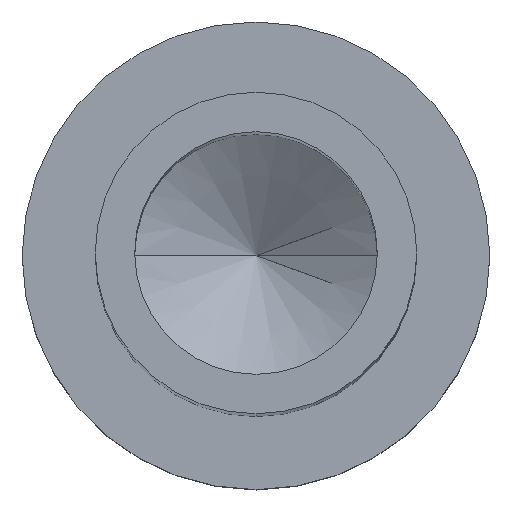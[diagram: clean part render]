
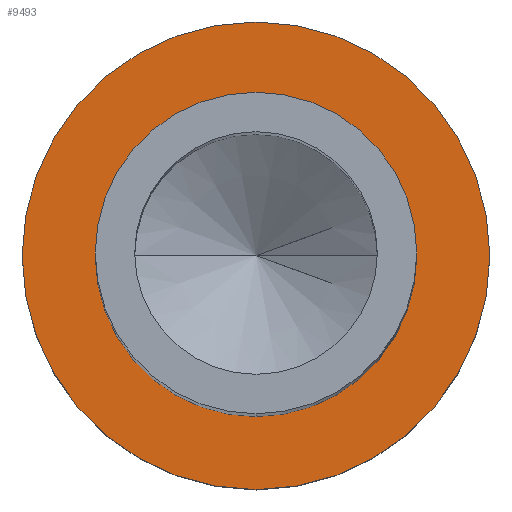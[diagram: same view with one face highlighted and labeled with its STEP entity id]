
A CAD part, top view. The second image highlights one B-rep face of the part: STEP entity #9493.
In plain terms, the highlighted planar face has unit normal (0, 0, 1).
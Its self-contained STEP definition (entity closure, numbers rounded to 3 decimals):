
#469 = CARTESIAN_POINT ( 'NONE',  ( 0., -8., 7. ) ) ;
#477 = CARTESIAN_POINT ( 'NONE',  ( 0., 5.5, 7. ) ) ;
#976 = ORIENTED_EDGE ( 'NONE', *, *, #9718, .F. ) ;
#1132 = AXIS2_PLACEMENT_3D ( 'NONE', #12026, #10096, #7169 ) ;
#1383 = PLANE ( 'NONE',  #1132 ) ;
#1503 = DIRECTION ( 'NONE',  ( 0., 1., 0. ) ) ;
#2022 = AXIS2_PLACEMENT_3D ( 'NONE', #8125, #5098, #11088 ) ;
#2043 = VERTEX_POINT ( 'NONE', #469 ) ;
#2071 = VERTEX_POINT ( 'NONE', #4451 ) ;
#2703 = FACE_BOUND ( 'NONE', #5628, .T. ) ;
#3338 = CIRCLE ( 'NONE', #3372, 5.5 ) ;
#3372 = AXIS2_PLACEMENT_3D ( 'NONE', #9494, #3809, #10622 ) ;
#3809 = DIRECTION ( 'NONE',  ( 0., 0., -1. ) ) ;
#3995 = DIRECTION ( 'NONE',  ( 0., 1., 0. ) ) ;
#4411 = AXIS2_PLACEMENT_3D ( 'NONE', #4432, #11196, #1503 ) ;
#4432 = CARTESIAN_POINT ( 'NONE',  ( 0., 0., 7. ) ) ;
#4451 = CARTESIAN_POINT ( 'NONE',  ( 0., 8., 7. ) ) ;
#4714 = ORIENTED_EDGE ( 'NONE', *, *, #9021, .T. ) ;
#4838 = ORIENTED_EDGE ( 'NONE', *, *, #8400, .T. ) ;
#4902 = DIRECTION ( 'NONE',  ( 0., 0., -1. ) ) ;
#4938 = CARTESIAN_POINT ( 'NONE',  ( 0., 0., 7. ) ) ;
#5098 = DIRECTION ( 'NONE',  ( 0., 0., -1. ) ) ;
#5628 = EDGE_LOOP ( 'NONE', ( #4714, #4838 ) ) ;
#7169 = DIRECTION ( 'NONE',  ( 0., -1., 0. ) ) ;
#7285 = VERTEX_POINT ( 'NONE', #7334 ) ;
#7334 = CARTESIAN_POINT ( 'NONE',  ( 0., -5.5, 7. ) ) ;
#7667 = AXIS2_PLACEMENT_3D ( 'NONE', #4938, #4902, #3995 ) ;
#8125 = CARTESIAN_POINT ( 'NONE',  ( 0., 0., 7. ) ) ;
#8239 = EDGE_CURVE ( 'NONE', #2043, #2071, #10859, .T. ) ;
#8400 = EDGE_CURVE ( 'NONE', #7285, #11667, #3338, .T. ) ;
#9021 = EDGE_CURVE ( 'NONE', #11667, #7285, #10699, .T. ) ;
#9493 = ADVANCED_FACE ( 'NONE', ( #2703, #11478 ), #1383, .T. ) ;
#9494 = CARTESIAN_POINT ( 'NONE',  ( 0., 0., 7. ) ) ;
#9625 = CIRCLE ( 'NONE', #7667, 8. ) ;
#9718 = EDGE_CURVE ( 'NONE', #2071, #2043, #9625, .T. ) ;
#10096 = DIRECTION ( 'NONE',  ( 0., 0., 1. ) ) ;
#10622 = DIRECTION ( 'NONE',  ( 0., 1., 0. ) ) ;
#10699 = CIRCLE ( 'NONE', #4411, 5.5 ) ;
#10859 = CIRCLE ( 'NONE', #2022, 8. ) ;
#11061 = ORIENTED_EDGE ( 'NONE', *, *, #8239, .F. ) ;
#11088 = DIRECTION ( 'NONE',  ( 0., 1., 0. ) ) ;
#11196 = DIRECTION ( 'NONE',  ( 0., 0., -1. ) ) ;
#11478 = FACE_OUTER_BOUND ( 'NONE', #12381, .T. ) ;
#11667 = VERTEX_POINT ( 'NONE', #477 ) ;
#12026 = CARTESIAN_POINT ( 'NONE',  ( 0., 8., 7. ) ) ;
#12381 = EDGE_LOOP ( 'NONE', ( #976, #11061 ) ) ;
